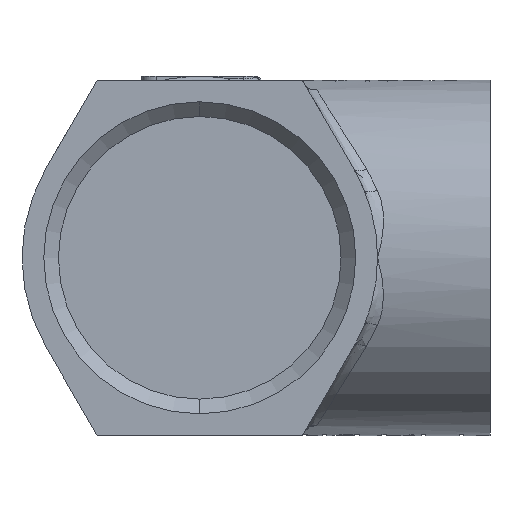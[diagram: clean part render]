
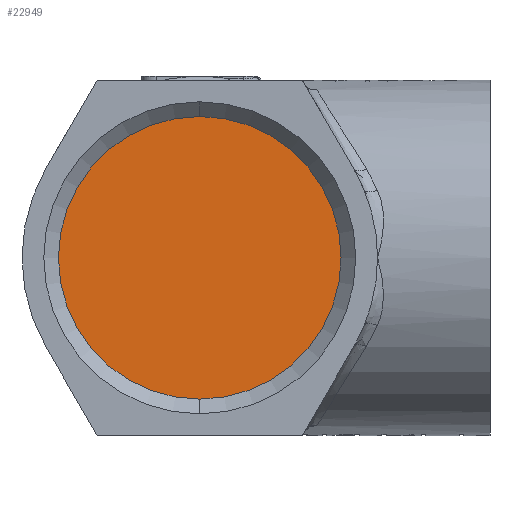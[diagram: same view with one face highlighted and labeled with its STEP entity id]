
A CAD part, front view. The second image highlights one B-rep face of the part: STEP entity #22949.
In plain terms, the highlighted planar face has unit normal (0, -1, 0).
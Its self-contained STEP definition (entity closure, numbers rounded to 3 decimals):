
#2930 = CARTESIAN_POINT ( 'NONE',  ( 0., -14.5, -19.475 ) ) ;
#18557 = CARTESIAN_POINT ( 'NONE',  ( 0., -14.5, 0. ) ) ;
#18594 = DIRECTION ( 'NONE',  ( 0., 0., 1. ) ) ;
#18596 = DIRECTION ( 'NONE',  ( 0., 1., 0. ) ) ;
#18597 = AXIS2_PLACEMENT_3D ( 'NONE', #18557, #18596, #18594 ) ;
#18612 = CIRCLE ( 'NONE', #18597, 19.475 ) ;
#18899 = FACE_OUTER_BOUND ( 'NONE', #22895, .T. ) ;
#18981 = PLANE ( 'NONE',  #19032 ) ;
#19029 = DIRECTION ( 'NONE',  ( 0., 0., -1. ) ) ;
#19030 = DIRECTION ( 'NONE',  ( 0., -1., 0. ) ) ;
#19031 = CARTESIAN_POINT ( 'NONE',  ( 19.475, -14.5, 0. ) ) ;
#19032 = AXIS2_PLACEMENT_3D ( 'NONE', #19031, #19030, #19029 ) ;
#19071 = CARTESIAN_POINT ( 'NONE',  ( 0., -14.5, 19.475 ) ) ;
#19091 = CARTESIAN_POINT ( 'NONE',  ( 0., -14.5, 0. ) ) ;
#19117 = DIRECTION ( 'NONE',  ( 0., 0., 1. ) ) ;
#19118 = DIRECTION ( 'NONE',  ( 0., 1., 0. ) ) ;
#19119 = AXIS2_PLACEMENT_3D ( 'NONE', #19091, #19118, #19117 ) ;
#19124 = CIRCLE ( 'NONE', #19119, 19.475 ) ;
#22895 = EDGE_LOOP ( 'NONE', ( #22940, #22952 ) ) ;
#22907 = EDGE_CURVE ( 'NONE', #23111, #23092, #18612, .T. ) ;
#22940 = ORIENTED_EDGE ( 'NONE', *, *, #22907, .F. ) ;
#22949 = ADVANCED_FACE ( 'NONE', ( #18899 ), #18981, .T. ) ;
#22952 = ORIENTED_EDGE ( 'NONE', *, *, #23118, .F. ) ;
#23092 = VERTEX_POINT ( 'NONE', #2930 ) ;
#23111 = VERTEX_POINT ( 'NONE', #19071 ) ;
#23118 = EDGE_CURVE ( 'NONE', #23092, #23111, #19124, .T. ) ;
